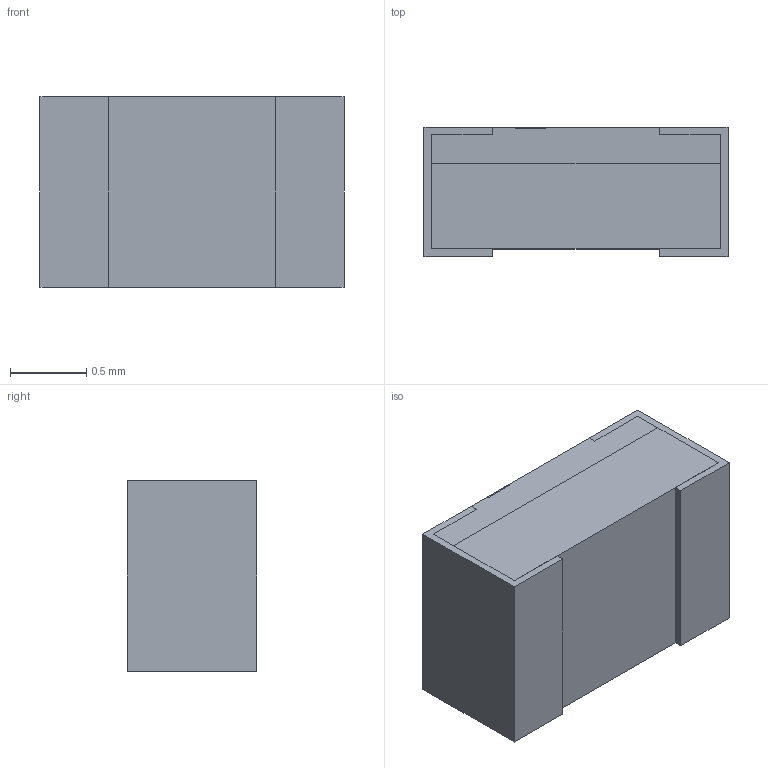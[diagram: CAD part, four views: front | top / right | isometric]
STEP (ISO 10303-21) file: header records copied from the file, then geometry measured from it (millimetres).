
FILE_DESCRIPTION(('FreeCAD Model'),'2;1');
FILE_NAME('Open CASCADE Shape Model','2025-12-09T10:30:40',(''),(''), 'Open CASCADE STEP processor 7.8','FreeCAD','Unknown');
FILE_SCHEMA(('AUTOMOTIVE_DESIGN { 1 0 10303 214 1 1 1 1 }'));
Length unit declared in the file: millimetre
Products named in the file (6): DIOM2012X85_0805; DIOM2012X85_0805 RBG; DIOM2012X85_0805 RBG001; DIOM2012X85_0805 RBG002; DIOM2012X85_0805 RBG003; DIOM2012X85_0805 RBG004
Assembly tree (5 placements, depth 2):
  DIOM2012X85_0805
    DIOM2012X85_0805 RBG
    DIOM2012X85_0805 RBG001
    DIOM2012X85_0805 RBG002
    DIOM2012X85_0805 RBG003
    DIOM2012X85_0805 RBG004
Bounding box: 2 x 0.85 x 1.25 mm (x, y, z)
Volume: 2.1 mm3; surface area: 23.8 mm2
Topology: 5 solids, 5 shells, 47 faces, 108 edges, 72 vertices
Faces by surface type: plane 47
Entity records: 1448 total; most frequent: CARTESIAN_POINT 233, ORIENTED_EDGE 216, DIRECTION 214, EDGE_CURVE 108, LINE 108, VECTOR 108, VERTEX_POINT 72, AXIS2_PLACEMENT_3D 53
